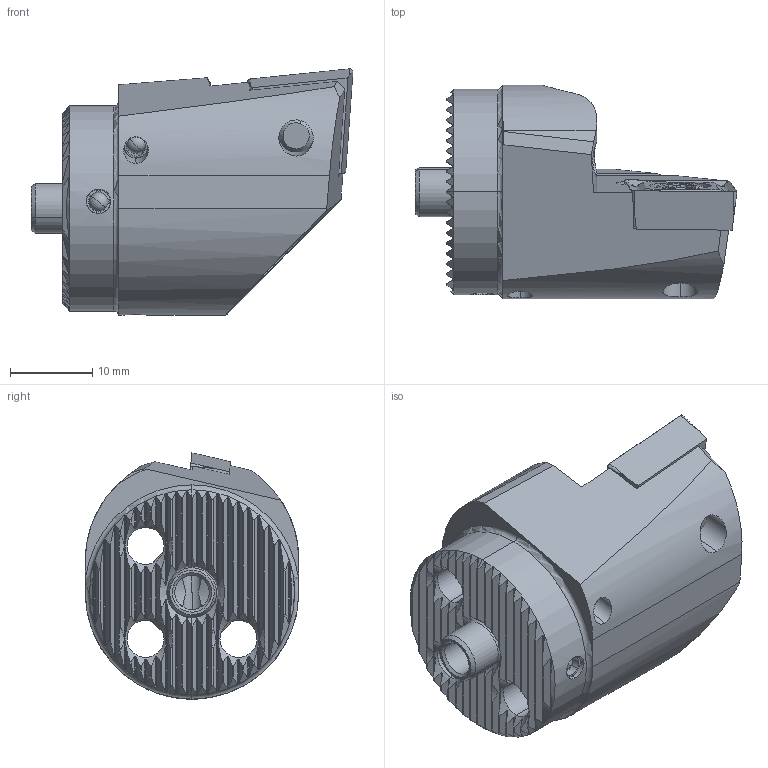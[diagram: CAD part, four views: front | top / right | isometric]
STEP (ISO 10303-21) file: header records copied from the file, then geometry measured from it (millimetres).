
FILE_DESCRIPTION (( 'STEP AP214' ), '1' );
FILE_NAME ('WK3.BCC.LLA.035.STEP', '2020-09-16T12:03:47', ( '' ), ( '' ), 'SwSTEP 2.0', 'SolidWorks 2017', '' );
FILE_SCHEMA (( 'AUTOMOTIVE_DESIGN' ));
Length unit declared in the file: millimetre
Products named in the file (7): CCMT120404; WCC-ER2.001.010_A; WK2-ER1.001.012_A_Fertigbearbeitung; WK3.BCC.LLA.035; WKX-ER1.004.005_A_PreviewCfg; WK3-BCC.LLA.035_A; KVT_MB_600_030
Assembly tree (9 placements, depth 2):
  WK3.BCC.LLA.035
    WK3-BCC.LLA.035_A
    WKX-ER1.004.005_A_PreviewCfg  x2
    WK2-ER1.001.012_A_Fertigbearbeitung
    KVT_MB_600_030  x3
    CCMT120404
    WCC-ER2.001.010_A
Bounding box: 39.2 x 26 x 30 mm (x, y, z)
Volume: 10752.4 mm3; surface area: 7209 mm2
Topology: 12 solids, 12 shells, 544 faces, 1434 edges, 888 vertices
Faces by surface type: plane 186, cylinder 179, cone 144, torus 17, bspline 12, sphere 6
Entity records: 16614 total; most frequent: CARTESIAN_POINT 5321, ORIENTED_EDGE 2478, DIRECTION 2029, EDGE_CURVE 1239, VERTEX_POINT 789, AXIS2_PLACEMENT_3D 778, EDGE_LOOP 486, VECTOR 473
